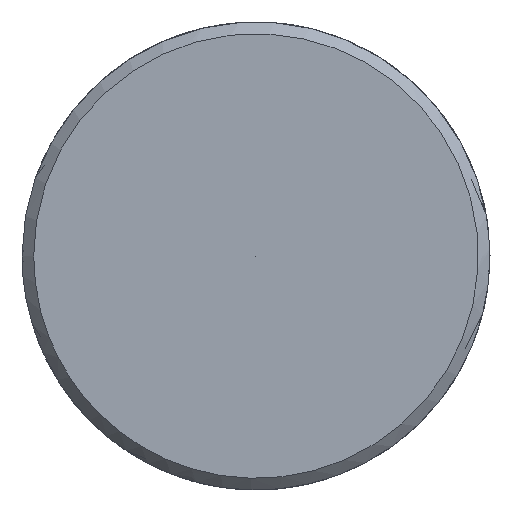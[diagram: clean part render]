
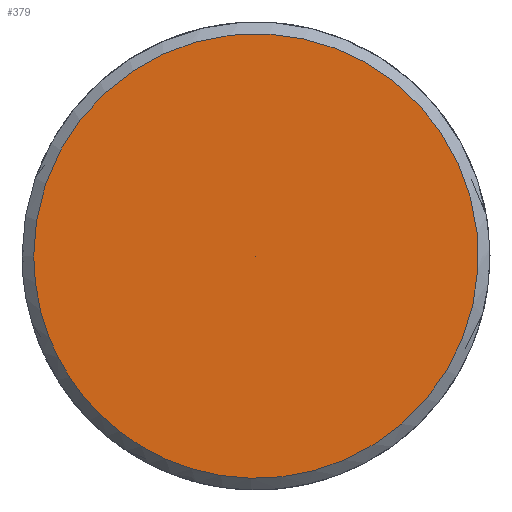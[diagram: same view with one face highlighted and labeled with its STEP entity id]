
A CAD part, left-side view. The second image highlights one B-rep face of the part: STEP entity #379.
In plain terms, the highlighted free-form (B-spline) face has degree [5, 1] with [6, 2] control points.
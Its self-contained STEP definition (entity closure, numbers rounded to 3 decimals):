
#345 = CARTESIAN_POINT ('', (-130., 4.75, 0.));
#346 = VERTEX_POINT ('', #345);
#347 = CARTESIAN_POINT ('', (-130., 0., 0.));
#348 = VERTEX_POINT ('', #347);
#349 = CARTESIAN_POINT ('', (-130., 4.75, 0.));
#350 = CARTESIAN_POINT ('', (-130., 0., 0.));
#351 = B_SPLINE_CURVE_WITH_KNOTS ('', 1, (#349, #350), .UNSPECIFIED., .F., .U., (2, 2), (0., 1.), .UNSPECIFIED.);
#352 = EDGE_CURVE ('', #346, #348, #351, .T.);
#353 = ORIENTED_EDGE ('', *, *, #352, .F.);
#354 = CARTESIAN_POINT ('', (-130., 4.75, 0.));
#355 = CARTESIAN_POINT ('', (-130., 4.75, 19.));
#356 = CARTESIAN_POINT ('', (-130., -14.25, 9.5));
#357 = CARTESIAN_POINT ('', (-130., -14.25, -9.5));
#358 = CARTESIAN_POINT ('', (-130., 4.75, -19.));
#359 = CARTESIAN_POINT ('', (-130., 4.75, 0.));
#360 = (
   BOUNDED_CURVE ()
   B_SPLINE_CURVE (5, (#354, #355, #356, #357, #358, #359), .UNSPECIFIED., .T., .U.)
   B_SPLINE_CURVE_WITH_KNOTS ((6, 6), (0., 1.), .UNSPECIFIED.)
   CURVE ()
   GEOMETRIC_REPRESENTATION_ITEM ()
   RATIONAL_B_SPLINE_CURVE ((5., 1., 1., 1., 1., 5.))
   REPRESENTATION_ITEM ('')
);
#361 = EDGE_CURVE ('', #346, #346, #360, .T.);
#362 = ORIENTED_EDGE ('', *, *, #361, .T.);
#363 = ORIENTED_EDGE ('', *, *, #352, .T.);
#364 = EDGE_LOOP ('', (#353, #362, #363));
#365 = FACE_OUTER_BOUND ('', #364, .F.);
#366 = CARTESIAN_POINT ('', (-130., 4.75, 0.));
#367 = CARTESIAN_POINT ('', (-130., 0., 0.));
#368 = CARTESIAN_POINT ('', (-130., 4.75, 19.));
#369 = CARTESIAN_POINT ('', (-130., 0., 0.));
#370 = CARTESIAN_POINT ('', (-130., -14.25, 9.5));
#371 = CARTESIAN_POINT ('', (-130., 0., 0.));
#372 = CARTESIAN_POINT ('', (-130., -14.25, -9.5));
#373 = CARTESIAN_POINT ('', (-130., 0., 0.));
#374 = CARTESIAN_POINT ('', (-130., 4.75, -19.));
#375 = CARTESIAN_POINT ('', (-130., 0., 0.));
#376 = CARTESIAN_POINT ('', (-130., 4.75, 0.));
#377 = CARTESIAN_POINT ('', (-130., 0., 0.));
#378 = (
   BOUNDED_SURFACE ()
   B_SPLINE_SURFACE (5, 1, ((#366, #367), (#368, #369), (#370, #371), (#372, #373), (#374, #375), (#376, #377)), .UNSPECIFIED., .T., .F., .U.)
   B_SPLINE_SURFACE_WITH_KNOTS ((6, 6), (2, 2), (0., 1.), (0., 1.), .UNSPECIFIED.)
   SURFACE ()
   GEOMETRIC_REPRESENTATION_ITEM ()
   RATIONAL_B_SPLINE_SURFACE (((5., 5.), (1., 1.), (1., 1.), (1., 1.), (1., 1.), (5., 5.)))
   REPRESENTATION_ITEM ('')
);
#379 = ADVANCED_FACE ('', (#365), #378, .F.);
